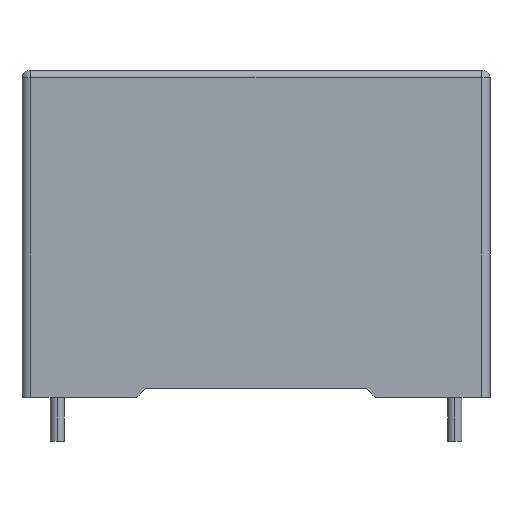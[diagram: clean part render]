
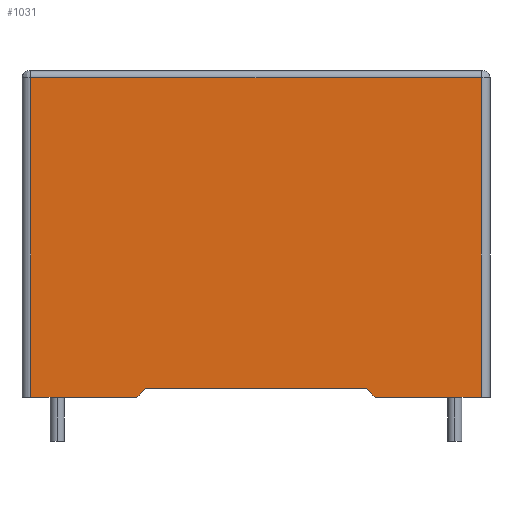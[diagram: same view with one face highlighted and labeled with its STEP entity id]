
A CAD part, front view. The second image highlights one B-rep face of the part: STEP entity #1031.
In plain terms, the highlighted planar face has unit normal (0, -1, 0).
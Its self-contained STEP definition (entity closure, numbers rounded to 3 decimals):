
#11 = EDGE_CURVE ( 'NONE', #1728, #1383, #1227, .T. ) ;
#26 = DIRECTION ( 'NONE',  ( 1., 0., 0. ) ) ;
#59 = ORIENTED_EDGE ( 'NONE', *, *, #292, .T. ) ;
#152 = VECTOR ( 'NONE', #2539, 1000. ) ;
#153 = ORIENTED_EDGE ( 'NONE', *, *, #562, .T. ) ;
#176 = LINE ( 'NONE', #1884, #2503 ) ;
#190 = VECTOR ( 'NONE', #774, 1000. ) ;
#205 = DIRECTION ( 'NONE',  ( 1., 0., 0. ) ) ;
#206 = CARTESIAN_POINT ( 'NONE',  ( -6.25, -5., 0.51 ) ) ;
#218 = CARTESIAN_POINT ( 'NONE',  ( 6.75, -5., 0.01 ) ) ;
#225 = VECTOR ( 'NONE', #1589, 1000. ) ;
#254 = CARTESIAN_POINT ( 'NONE',  ( 12.75, -5., 0.01 ) ) ;
#292 = EDGE_CURVE ( 'NONE', #2643, #2482, #176, .T. ) ;
#341 = VERTEX_POINT ( 'NONE', #2740 ) ;
#354 = EDGE_CURVE ( 'NONE', #341, #1759, #2753, .T. ) ;
#403 = CARTESIAN_POINT ( 'NONE',  ( -12.75, -5., 0.01 ) ) ;
#500 = ORIENTED_EDGE ( 'NONE', *, *, #11, .T. ) ;
#516 = EDGE_CURVE ( 'NONE', #1157, #341, #780, .T. ) ;
#521 = EDGE_CURVE ( 'NONE', #1383, #2522, #1607, .T. ) ;
#527 = AXIS2_PLACEMENT_3D ( 'NONE', #534, #1229, #1810 ) ;
#534 = CARTESIAN_POINT ( 'NONE',  ( 0., -5., 9.291 ) ) ;
#562 = EDGE_CURVE ( 'NONE', #2522, #2643, #2570, .T. ) ;
#765 = CARTESIAN_POINT ( 'NONE',  ( -6.75, -5., 0.01 ) ) ;
#774 = DIRECTION ( 'NONE',  ( 1., 0., 0. ) ) ;
#780 = LINE ( 'NONE', #2073, #225 ) ;
#895 = ORIENTED_EDGE ( 'NONE', *, *, #2692, .T. ) ;
#1031 = ADVANCED_FACE ( 'NONE', ( #1438 ), #2065, .T. ) ;
#1082 = DIRECTION ( 'NONE',  ( 0.707, 0., 0.707 ) ) ;
#1157 = VERTEX_POINT ( 'NONE', #2153 ) ;
#1227 = LINE ( 'NONE', #2715, #2323 ) ;
#1229 = DIRECTION ( 'NONE',  ( 0., -1., 0. ) ) ;
#1230 = ORIENTED_EDGE ( 'NONE', *, *, #1318, .T. ) ;
#1298 = ORIENTED_EDGE ( 'NONE', *, *, #516, .T. ) ;
#1318 = EDGE_CURVE ( 'NONE', #2482, #1157, #2472, .T. ) ;
#1367 = DIRECTION ( 'NONE',  ( 0., 0., -1. ) ) ;
#1383 = VERTEX_POINT ( 'NONE', #1699 ) ;
#1438 = FACE_OUTER_BOUND ( 'NONE', #1916, .T. ) ;
#1442 = CARTESIAN_POINT ( 'NONE',  ( 12.75, -5., 9.291 ) ) ;
#1454 = LINE ( 'NONE', #1442, #152 ) ;
#1479 = CARTESIAN_POINT ( 'NONE',  ( -13.25, -5., 0.01 ) ) ;
#1589 = DIRECTION ( 'NONE',  ( 0.707, 0., -0.707 ) ) ;
#1595 = CARTESIAN_POINT ( 'NONE',  ( 0., -5., 0.51 ) ) ;
#1607 = LINE ( 'NONE', #1632, #1779 ) ;
#1632 = CARTESIAN_POINT ( 'NONE',  ( -12.75, -5., 9.291 ) ) ;
#1699 = CARTESIAN_POINT ( 'NONE',  ( -12.75, -5., 18.11 ) ) ;
#1728 = VERTEX_POINT ( 'NONE', #1733 ) ;
#1733 = CARTESIAN_POINT ( 'NONE',  ( 12.75, -5., 18.11 ) ) ;
#1739 = VECTOR ( 'NONE', #205, 1000. ) ;
#1759 = VERTEX_POINT ( 'NONE', #254 ) ;
#1779 = VECTOR ( 'NONE', #1367, 1000. ) ;
#1810 = DIRECTION ( 'NONE',  ( 0., 0., -1. ) ) ;
#1884 = CARTESIAN_POINT ( 'NONE',  ( -6.75, -5., 0.01 ) ) ;
#1916 = EDGE_LOOP ( 'NONE', ( #895, #500, #2689, #153, #59, #1230, #1298, #2067 ) ) ;
#2065 = PLANE ( 'NONE',  #527 ) ;
#2067 = ORIENTED_EDGE ( 'NONE', *, *, #354, .T. ) ;
#2073 = CARTESIAN_POINT ( 'NONE',  ( 6.25, -5., 0.51 ) ) ;
#2089 = DIRECTION ( 'NONE',  ( -1., 0., 0. ) ) ;
#2153 = CARTESIAN_POINT ( 'NONE',  ( 6.25, -5., 0.51 ) ) ;
#2179 = VECTOR ( 'NONE', #26, 1000. ) ;
#2323 = VECTOR ( 'NONE', #2089, 1000. ) ;
#2472 = LINE ( 'NONE', #1595, #190 ) ;
#2482 = VERTEX_POINT ( 'NONE', #206 ) ;
#2503 = VECTOR ( 'NONE', #1082, 1000. ) ;
#2522 = VERTEX_POINT ( 'NONE', #403 ) ;
#2539 = DIRECTION ( 'NONE',  ( 0., 0., 1. ) ) ;
#2570 = LINE ( 'NONE', #1479, #1739 ) ;
#2643 = VERTEX_POINT ( 'NONE', #765 ) ;
#2689 = ORIENTED_EDGE ( 'NONE', *, *, #521, .T. ) ;
#2692 = EDGE_CURVE ( 'NONE', #1759, #1728, #1454, .T. ) ;
#2715 = CARTESIAN_POINT ( 'NONE',  ( 0., -5., 18.11 ) ) ;
#2740 = CARTESIAN_POINT ( 'NONE',  ( 6.75, -5., 0.01 ) ) ;
#2753 = LINE ( 'NONE', #218, #2179 ) ;
